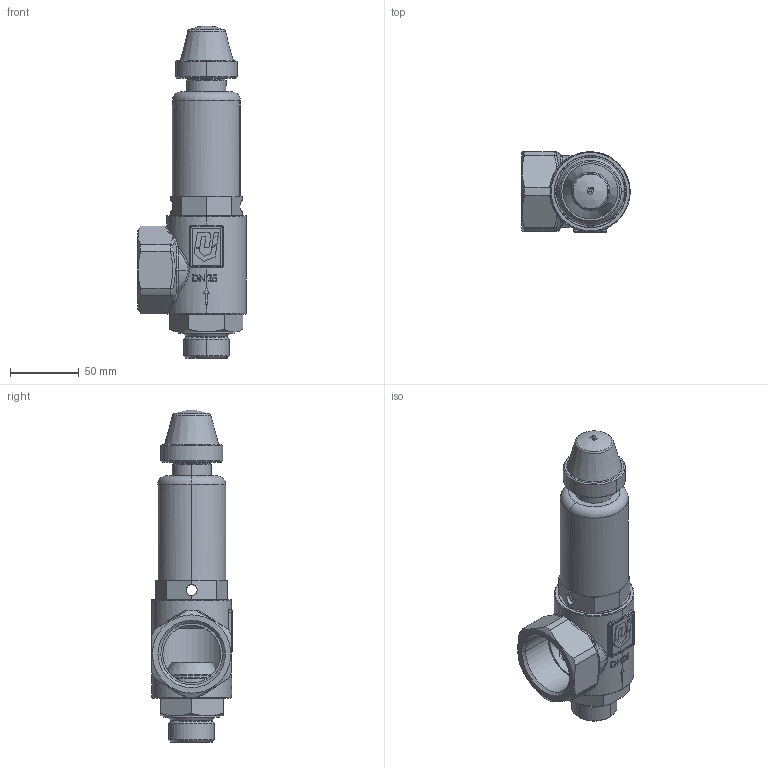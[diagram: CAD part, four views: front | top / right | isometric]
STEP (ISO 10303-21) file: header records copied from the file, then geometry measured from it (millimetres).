
FILE_DESCRIPTION(('HOOPS Exchange Step'),'2;1');
FILE_NAME('SV04-08-06-10-DN25-AG.stp','2026-01-23T09:29:22+01:00',('nieru'),('Unknown organisation'),'HOOPS Exchange 2024.2','HOOPS Exchange','Unknown authorisation');
FILE_SCHEMA( ('AP203_CONFIGURATION_CONTROLLED_3D_DESIGN_OF_MECHANICAL_PARTS_AND_ASSEMBLIES_MIM_LF') );
Length unit declared in the file: millimetre
Products named in the file (2): 0; root
Assembly tree (1 placements, depth 2):
  root
    0
Bounding box: 79 x 58.5 x 241.5 mm (x, y, z)
Volume: 201307.8 mm3; surface area: 95368.7 mm2
Topology: 6 solids, 6 shells, 552 faces, 1387 edges, 867 vertices
Faces by surface type: plane 190, bspline 132, cylinder 108, cone 76, torus 41, sphere 5
Entity records: 25254 total; most frequent: CARTESIAN_POINT 13196, ORIENTED_EDGE 2762, DIRECTION 2079, EDGE_CURVE 1381, VERTEX_POINT 867, AXIS2_PLACEMENT_3D 793, EDGE_LOOP 594, FACE_BOUND 594
